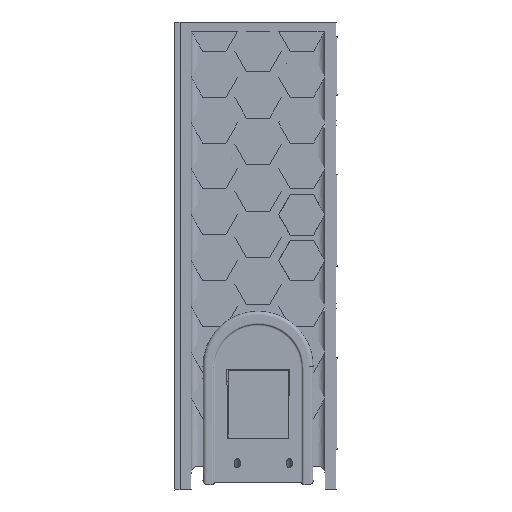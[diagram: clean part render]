
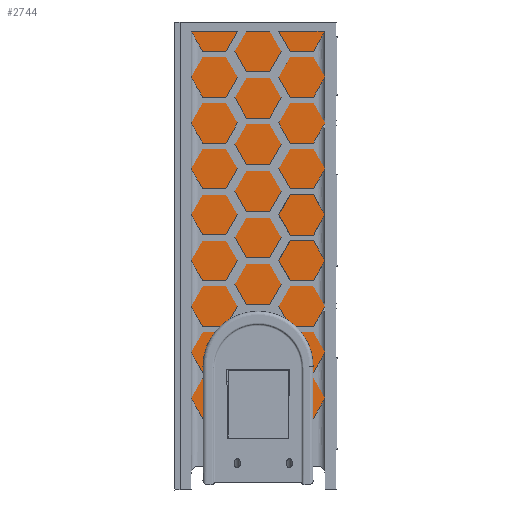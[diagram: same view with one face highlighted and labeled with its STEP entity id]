
A CAD part, top view. The second image highlights one B-rep face of the part: STEP entity #2744.
In plain terms, the highlighted planar face has unit normal (0, 0, 1).
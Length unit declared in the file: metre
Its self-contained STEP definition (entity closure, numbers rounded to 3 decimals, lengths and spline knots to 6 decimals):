
#715=ORIENTED_EDGE('',*,*,#1119,.F.);
#716=ORIENTED_EDGE('',*,*,#1140,.T.);
#717=ORIENTED_EDGE('',*,*,#1137,.T.);
#718=ORIENTED_EDGE('',*,*,#1134,.T.);
#719=ORIENTED_EDGE('',*,*,#1131,.F.);
#720=ORIENTED_EDGE('',*,*,#1128,.T.);
#721=ORIENTED_EDGE('',*,*,#1125,.T.);
#722=ORIENTED_EDGE('',*,*,#1122,.F.);
#1119=EDGE_CURVE('',#1405,#1406,#1738,.T.);
#1122=EDGE_CURVE('',#1406,#1408,#1741,.T.);
#1125=EDGE_CURVE('',#1410,#1408,#1744,.T.);
#1128=EDGE_CURVE('',#1412,#1410,#1747,.T.);
#1131=EDGE_CURVE('',#1412,#1414,#1750,.T.);
#1134=EDGE_CURVE('',#1416,#1414,#1753,.T.);
#1137=EDGE_CURVE('',#1418,#1416,#1756,.T.);
#1140=EDGE_CURVE('',#1405,#1418,#1759,.T.);
#1405=VERTEX_POINT('',#4357);
#1406=VERTEX_POINT('',#4359);
#1408=VERTEX_POINT('',#4365);
#1410=VERTEX_POINT('',#4371);
#1412=VERTEX_POINT('',#4377);
#1414=VERTEX_POINT('',#4383);
#1416=VERTEX_POINT('',#4389);
#1418=VERTEX_POINT('',#4395);
#1738=LINE('',#4358,#2052);
#1741=LINE('',#4364,#2055);
#1744=LINE('',#4370,#2058);
#1747=LINE('',#4376,#2061);
#1750=LINE('',#4382,#2064);
#1753=LINE('',#4388,#2067);
#1756=LINE('',#4394,#2070);
#1759=LINE('',#4399,#2073);
#2052=VECTOR('',#3656,1.);
#2055=VECTOR('',#3661,1.);
#2058=VECTOR('',#3666,1.);
#2061=VECTOR('',#3671,1.);
#2064=VECTOR('',#3676,1.);
#2067=VECTOR('',#3681,1.);
#2070=VECTOR('',#3686,1.);
#2073=VECTOR('',#3691,1.);
#2254=EDGE_LOOP('',(#715,#716,#717,#718,#719,#720,#721,#722));
#2438=FACE_BOUND('',#2254,.T.);
#2594=PLANE('',#3130);
#2744=ADVANCED_FACE('',(#2438),#2594,.F.);
#3130=AXIS2_PLACEMENT_3D('',#4400,#3692,#3693);
#3656=DIRECTION('',(0.,1.,0.));
#3661=DIRECTION('',(1.,0.,0.));
#3666=DIRECTION('',(0.,1.,0.));
#3671=DIRECTION('',(1.,0.,0.));
#3676=DIRECTION('',(0.,1.,0.));
#3681=DIRECTION('',(1.,0.,0.));
#3686=DIRECTION('',(0.,1.,0.));
#3691=DIRECTION('',(1.,0.,0.));
#3692=DIRECTION('',(0.,0.,-1.));
#3693=DIRECTION('',(1.,0.,0.));
#4357=CARTESIAN_POINT('',(0.10814,0.079545,0.003));
#4358=CARTESIAN_POINT('',(0.10814,0.102995,0.003));
#4359=CARTESIAN_POINT('',(0.10814,0.290495,0.003));
#4364=CARTESIAN_POINT('',(0.14464,0.290495,0.003));
#4365=CARTESIAN_POINT('',(0.18114,0.290495,0.003));
#4370=CARTESIAN_POINT('',(0.18114,0.21002,0.003));
#4371=CARTESIAN_POINT('',(0.18114,0.079545,0.003));
#4376=CARTESIAN_POINT('',(0.177904,0.079545,0.003));
#4377=CARTESIAN_POINT('',(0.168157,0.079545,0.003));
#4382=CARTESIAN_POINT('',(0.168157,0.102995,0.003));
#4383=CARTESIAN_POINT('',(0.168157,0.126445,0.003));
#4388=CARTESIAN_POINT('',(0.144612,0.126445,0.003));
#4389=CARTESIAN_POINT('',(0.121066,0.126445,0.003));
#4394=CARTESIAN_POINT('',(0.121066,0.102995,0.003));
#4395=CARTESIAN_POINT('',(0.121066,0.079545,0.003));
#4399=CARTESIAN_POINT('',(0.117839,0.079545,0.003));
#4400=CARTESIAN_POINT('',(0.14464,0.18502,0.003));
